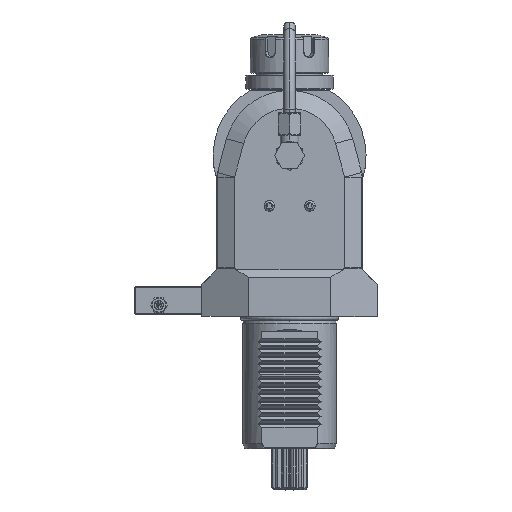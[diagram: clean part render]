
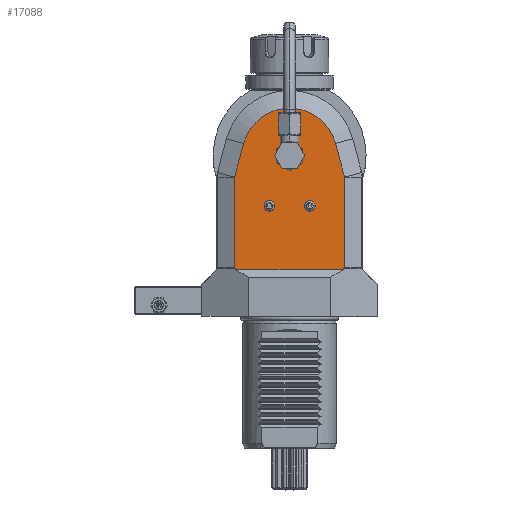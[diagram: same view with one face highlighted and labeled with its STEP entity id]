
A CAD part, top view. The second image highlights one B-rep face of the part: STEP entity #17088.
In plain terms, the highlighted planar face has unit normal (0, 0, 1).
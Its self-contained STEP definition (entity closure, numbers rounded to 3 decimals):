
#483=DIRECTION('',(0.,-1.,0.));
#484=VECTOR('',#483,0.714);
#485=CARTESIAN_POINT('',(-28.928,-60.286,40.));
#486=LINE('',#485,#484);
#511=DIRECTION('',(0.,-1.,0.));
#512=VECTOR('',#511,0.714);
#513=CARTESIAN_POINT('',(28.928,-60.286,40.));
#514=LINE('',#513,#512);
#754=DIRECTION('',(-1.,0.,0.));
#755=VECTOR('',#754,57.856);
#756=CARTESIAN_POINT('',(28.928,-61.,40.));
#757=LINE('',#756,#755);
#758=DIRECTION('',(0.894,-0.447,0.));
#759=VECTOR('',#758,0.639);
#760=CARTESIAN_POINT('',(-29.5,-60.,40.));
#761=LINE('',#760,#759);
#762=DIRECTION('',(0.,-1.,0.));
#763=VECTOR('',#762,48.363);
#764=CARTESIAN_POINT('',(-29.5,-11.637,40.));
#765=LINE('',#764,#763);
#766=CARTESIAN_POINT('',(-29.,-11.637,40.));
#767=DIRECTION('',(0.,0.,1.));
#768=DIRECTION('',(-0.966,0.259,0.));
#769=AXIS2_PLACEMENT_3D('',#766,#767,#768);
#771=DIRECTION('',(-0.259,-0.966,0.));
#772=VECTOR('',#771,18.746);
#773=CARTESIAN_POINT('',(-24.631,6.6,40.));
#774=LINE('',#773,#772);
#775=CARTESIAN_POINT('',(0.,0.,40.));
#776=DIRECTION('',(0.,0.,1.));
#777=DIRECTION('',(0.966,0.259,0.));
#778=AXIS2_PLACEMENT_3D('',#775,#776,#777);
#780=DIRECTION('',(-0.259,0.966,0.));
#781=VECTOR('',#780,18.746);
#782=CARTESIAN_POINT('',(29.483,-11.507,40.));
#783=LINE('',#782,#781);
#784=CARTESIAN_POINT('',(29.,-11.637,40.));
#785=DIRECTION('',(0.,0.,1.));
#786=DIRECTION('',(1.,0.,0.));
#787=AXIS2_PLACEMENT_3D('',#784,#785,#786);
#789=DIRECTION('',(0.,1.,0.));
#790=VECTOR('',#789,48.363);
#791=CARTESIAN_POINT('',(29.5,-60.,40.));
#792=LINE('',#791,#790);
#793=DIRECTION('',(0.894,0.447,0.));
#794=VECTOR('',#793,0.639);
#795=CARTESIAN_POINT('',(28.928,-60.286,40.));
#796=LINE('',#795,#794);
#797=CARTESIAN_POINT('',(0.,0.,40.));
#798=DIRECTION('',(0.,0.,1.));
#799=DIRECTION('',(1.,0.,0.));
#800=AXIS2_PLACEMENT_3D('',#797,#798,#799);
#802=CARTESIAN_POINT('',(0.,0.,40.));
#803=DIRECTION('',(0.,0.,1.));
#804=DIRECTION('',(-1.,0.,0.));
#805=AXIS2_PLACEMENT_3D('',#802,#803,#804);
#807=CARTESIAN_POINT('',(10.864,-26.888,40.));
#808=DIRECTION('',(0.,0.,1.));
#809=DIRECTION('',(-1.,0.,0.));
#810=AXIS2_PLACEMENT_3D('',#807,#808,#809);
#812=CARTESIAN_POINT('',(10.864,-26.888,40.));
#813=DIRECTION('',(0.,0.,1.));
#814=DIRECTION('',(1.,0.,0.));
#815=AXIS2_PLACEMENT_3D('',#812,#813,#814);
#817=CARTESIAN_POINT('',(-10.864,-26.888,40.));
#818=DIRECTION('',(0.,0.,1.));
#819=DIRECTION('',(-1.,0.,0.));
#820=AXIS2_PLACEMENT_3D('',#817,#818,#819);
#822=CARTESIAN_POINT('',(-10.864,-26.888,40.));
#823=DIRECTION('',(0.,0.,1.));
#824=DIRECTION('',(1.,0.,0.));
#825=AXIS2_PLACEMENT_3D('',#822,#823,#824);
#14745=CARTESIAN_POINT('',(24.631,6.6,40.));
#14746=CARTESIAN_POINT('',(-24.631,6.6,40.));
#14747=VERTEX_POINT('',#14745);
#14748=VERTEX_POINT('',#14746);
#14761=CARTESIAN_POINT('',(-29.483,-11.507,40.));
#14762=VERTEX_POINT('',#14761);
#14763=CARTESIAN_POINT('',(29.483,-11.507,40.));
#14764=VERTEX_POINT('',#14763);
#14765=CARTESIAN_POINT('',(-29.5,-11.637,40.));
#14766=VERTEX_POINT('',#14765);
#14767=CARTESIAN_POINT('',(29.5,-11.637,40.));
#14768=VERTEX_POINT('',#14767);
#14786=CARTESIAN_POINT('',(29.5,-60.,40.));
#14788=VERTEX_POINT('',#14786);
#14789=CARTESIAN_POINT('',(-29.5,-60.,40.));
#14791=VERTEX_POINT('',#14789);
#15103=CARTESIAN_POINT('',(-13.714,-26.888,40.));
#15104=CARTESIAN_POINT('',(-8.014,-26.888,40.));
#15105=VERTEX_POINT('',#15103);
#15106=VERTEX_POINT('',#15104);
#15139=CARTESIAN_POINT('',(8.014,-26.888,40.));
#15140=CARTESIAN_POINT('',(13.714,-26.888,40.));
#15141=VERTEX_POINT('',#15139);
#15142=VERTEX_POINT('',#15140);
#15868=CARTESIAN_POINT('',(6.5,0.,40.));
#15869=CARTESIAN_POINT('',(-6.5,0.,40.));
#15870=VERTEX_POINT('',#15868);
#15871=VERTEX_POINT('',#15869);
#16171=CARTESIAN_POINT('',(28.928,-60.286,40.));
#16172=VERTEX_POINT('',#16171);
#16173=CARTESIAN_POINT('',(-28.928,-60.286,40.));
#16174=VERTEX_POINT('',#16173);
#16359=CARTESIAN_POINT('',(-28.928,-61.,40.));
#16360=VERTEX_POINT('',#16359);
#16361=CARTESIAN_POINT('',(28.928,-61.,40.));
#16362=VERTEX_POINT('',#16361);
#17044=CARTESIAN_POINT('',(0.,0.,40.));
#17045=DIRECTION('',(0.,0.,1.));
#17046=DIRECTION('',(1.,0.,0.));
#17047=AXIS2_PLACEMENT_3D('',#17044,#17045,#17046);
#17048=PLANE('',#17047);
#17050=ORIENTED_EDGE('',*,*,#17049,.T.);
#17051=ORIENTED_EDGE('',*,*,#16661,.F.);
#17053=ORIENTED_EDGE('',*,*,#17052,.F.);
#17055=ORIENTED_EDGE('',*,*,#17054,.F.);
#17056=ORIENTED_EDGE('',*,*,#17036,.F.);
#17057=ORIENTED_EDGE('',*,*,#16997,.F.);
#17058=ORIENTED_EDGE('',*,*,#16980,.F.);
#17060=ORIENTED_EDGE('',*,*,#17059,.F.);
#17062=ORIENTED_EDGE('',*,*,#17061,.F.);
#17064=ORIENTED_EDGE('',*,*,#17063,.F.);
#17066=ORIENTED_EDGE('',*,*,#17065,.F.);
#17067=ORIENTED_EDGE('',*,*,#16695,.T.);
#17068=EDGE_LOOP('',(#17050,#17051,#17053,#17055,#17056,#17057,#17058,#17060,
#17062,#17064,#17066,#17067));
#17069=FACE_OUTER_BOUND('',#17068,.F.);
#17071=ORIENTED_EDGE('',*,*,#17070,.T.);
#17073=ORIENTED_EDGE('',*,*,#17072,.T.);
#17074=EDGE_LOOP('',(#17071,#17073));
#17075=FACE_BOUND('',#17074,.F.);
#17077=ORIENTED_EDGE('',*,*,#17076,.T.);
#17079=ORIENTED_EDGE('',*,*,#17078,.T.);
#17080=EDGE_LOOP('',(#17077,#17079));
#17081=FACE_BOUND('',#17080,.F.);
#17083=ORIENTED_EDGE('',*,*,#17082,.T.);
#17085=ORIENTED_EDGE('',*,*,#17084,.T.);
#17086=EDGE_LOOP('',(#17083,#17085));
#17087=FACE_BOUND('',#17086,.F.);
#770=CIRCLE('',#769,0.5);
#779=CIRCLE('',#778,25.5);
#788=CIRCLE('',#787,0.5);
#801=CIRCLE('',#800,6.5);
#806=CIRCLE('',#805,6.5);
#811=CIRCLE('',#810,2.85);
#816=CIRCLE('',#815,2.85);
#821=CIRCLE('',#820,2.85);
#826=CIRCLE('',#825,2.85);
#16661=EDGE_CURVE('',#16174,#16360,#486,.T.);
#16695=EDGE_CURVE('',#16172,#16362,#514,.T.);
#16980=EDGE_CURVE('',#14747,#14748,#779,.T.);
#16997=EDGE_CURVE('',#14748,#14762,#774,.T.);
#17036=EDGE_CURVE('',#14762,#14766,#770,.T.);
#17049=EDGE_CURVE('',#16362,#16360,#757,.T.);
#17052=EDGE_CURVE('',#14791,#16174,#761,.T.);
#17054=EDGE_CURVE('',#14766,#14791,#765,.T.);
#17059=EDGE_CURVE('',#14764,#14747,#783,.T.);
#17061=EDGE_CURVE('',#14768,#14764,#788,.T.);
#17063=EDGE_CURVE('',#14788,#14768,#792,.T.);
#17065=EDGE_CURVE('',#16172,#14788,#796,.T.);
#17070=EDGE_CURVE('',#15870,#15871,#801,.T.);
#17072=EDGE_CURVE('',#15871,#15870,#806,.T.);
#17076=EDGE_CURVE('',#15141,#15142,#811,.T.);
#17078=EDGE_CURVE('',#15142,#15141,#816,.T.);
#17082=EDGE_CURVE('',#15105,#15106,#821,.T.);
#17084=EDGE_CURVE('',#15106,#15105,#826,.T.);
#17088=ADVANCED_FACE('',(#17069,#17075,#17081,#17087),#17048,.T.);
